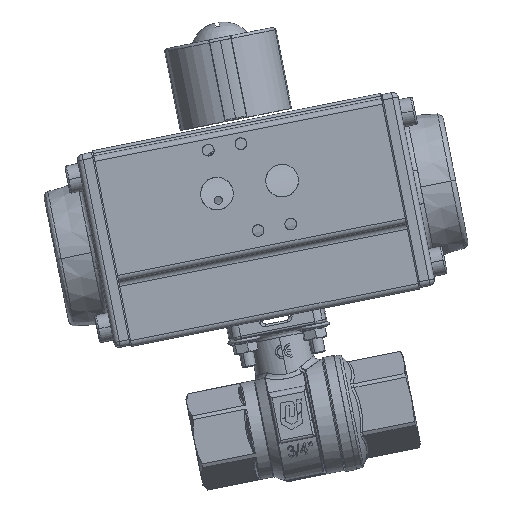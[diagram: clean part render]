
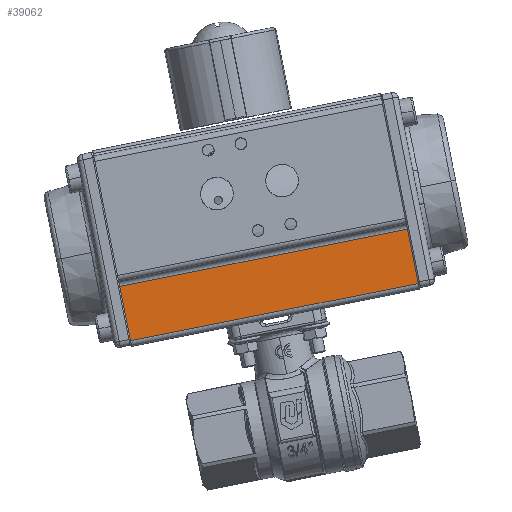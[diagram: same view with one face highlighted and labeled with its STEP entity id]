
A CAD part, top view. The second image highlights one B-rep face of the part: STEP entity #39062.
In plain terms, the highlighted planar face has unit normal (0, 0, -1).
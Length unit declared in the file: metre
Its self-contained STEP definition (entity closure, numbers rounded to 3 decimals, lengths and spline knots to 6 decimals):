
#3337 = LINE ( 'NONE', #82845, #52706 ) ;
#7077 = LINE ( 'NONE', #81716, #41801 ) ;
#11129 = DIRECTION ( 'NONE',  ( -0.195, 0.981, 0. ) ) ;
#12680 = CARTESIAN_POINT ( 'NONE',  ( -0.074048, 0.010794, 0.121431 ) ) ;
#14730 = VERTEX_POINT ( 'NONE', #27542 ) ;
#16061 = DIRECTION ( 'NONE',  ( -0.981, -0.195, 0. ) ) ;
#16403 = LINE ( 'NONE', #17709, #63640 ) ;
#17534 = CARTESIAN_POINT ( 'NONE',  ( -0.070143, -0.008821, 0.121431 ) ) ;
#17709 = CARTESIAN_POINT ( 'NONE',  ( -0.070143, -0.008821, 0.121431 ) ) ;
#17724 = DIRECTION ( 'NONE',  ( 0.195, -0.981, 0. ) ) ;
#18014 = VERTEX_POINT ( 'NONE', #81217 ) ;
#18403 = PLANE ( 'NONE',  #39264 ) ;
#23111 = EDGE_LOOP ( 'NONE', ( #57245, #78076, #81862, #75915 ) ) ;
#25002 = DIRECTION ( 'NONE',  ( 0., 0., -1. ) ) ;
#27542 = CARTESIAN_POINT ( 'NONE',  ( -0.070143, -0.008821, 0.121431 ) ) ;
#28336 = VERTEX_POINT ( 'NONE', #58080 ) ;
#30614 = EDGE_CURVE ( 'NONE', #76461, #18014, #7077, .T. ) ;
#30892 = LINE ( 'NONE', #70488, #74439 ) ;
#39062 = ADVANCED_FACE ( 'NONE', ( #64579 ), #18403, .T. ) ;
#39264 = AXIS2_PLACEMENT_3D ( 'NONE', #17534, #25002, #58414 ) ;
#41801 = VECTOR ( 'NONE', #87021, 1. ) ;
#42730 = EDGE_CURVE ( 'NONE', #28336, #14730, #3337, .T. ) ;
#49981 = EDGE_CURVE ( 'NONE', #18014, #28336, #30892, .T. ) ;
#52706 = VECTOR ( 'NONE', #16061, 1. ) ;
#57245 = ORIENTED_EDGE ( 'NONE', *, *, #30614, .T. ) ;
#58080 = CARTESIAN_POINT ( 'NONE',  ( 0.033817, 0.011879, 0.121431 ) ) ;
#58414 = DIRECTION ( 'NONE',  ( -0.195, 0.981, 0. ) ) ;
#63640 = VECTOR ( 'NONE', #11129, 1. ) ;
#64579 = FACE_OUTER_BOUND ( 'NONE', #23111, .T. ) ;
#70488 = CARTESIAN_POINT ( 'NONE',  ( 0.033817, 0.011879, 0.121431 ) ) ;
#74078 = EDGE_CURVE ( 'NONE', #14730, #76461, #16403, .T. ) ;
#74439 = VECTOR ( 'NONE', #17724, 1. ) ;
#75915 = ORIENTED_EDGE ( 'NONE', *, *, #74078, .T. ) ;
#76461 = VERTEX_POINT ( 'NONE', #12680 ) ;
#78076 = ORIENTED_EDGE ( 'NONE', *, *, #49981, .T. ) ;
#81217 = CARTESIAN_POINT ( 'NONE',  ( 0.029911, 0.031494, 0.121431 ) ) ;
#81716 = CARTESIAN_POINT ( 'NONE',  ( -0.074048, 0.010794, 0.121431 ) ) ;
#81862 = ORIENTED_EDGE ( 'NONE', *, *, #42730, .T. ) ;
#82845 = CARTESIAN_POINT ( 'NONE',  ( -0.070143, -0.008821, 0.121431 ) ) ;
#87021 = DIRECTION ( 'NONE',  ( 0.981, 0.195, 0. ) ) ;
